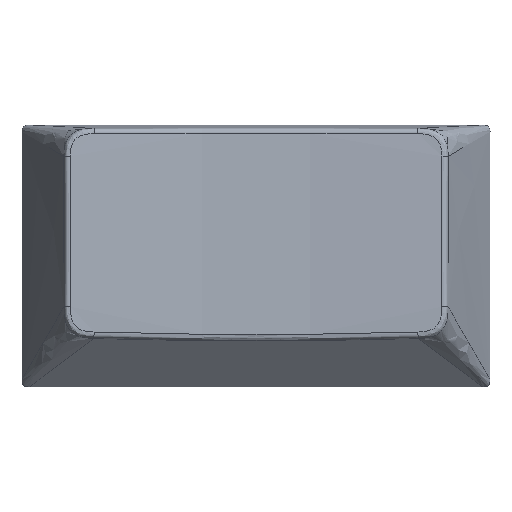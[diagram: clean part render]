
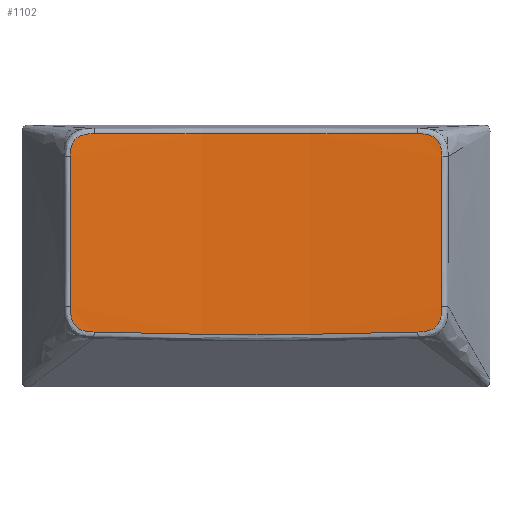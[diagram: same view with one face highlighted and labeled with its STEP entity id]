
A CAD part, top view. The second image highlights one B-rep face of the part: STEP entity #1102.
In plain terms, the highlighted cylindrical face has radius 157.926 mm (diameter 315.852 mm), a partial arc.
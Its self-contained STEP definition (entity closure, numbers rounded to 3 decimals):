
#14=CIRCLE('',#1176,157.289);
#21=CYLINDRICAL_SURFACE('',#1175,157.926);
#70=FACE_OUTER_BOUND('',#136,.T.);
#136=EDGE_LOOP('',(#787,#788,#789,#790,#791,#792,#793,#794));
#211=B_SPLINE_CURVE_WITH_KNOTS('',3,(#2129,#2130,#2131,#2132,#2133),
 .UNSPECIFIED.,.F.,.F.,(4,1,4),(-0.143,11.105,22.352),
 .UNSPECIFIED.);
#212=B_SPLINE_CURVE_WITH_KNOTS('',3,(#2135,#2136,#2137,#2138,#2139,#2140,
#2141,#2142,#2143,#2144,#2145),.UNSPECIFIED.,.F.,.F.,(4,1,1,1,1,1,1,1,4),
(0.179,0.603,0.98,1.312,1.615,1.913,
2.233,2.593,2.998),.UNSPECIFIED.);
#213=B_SPLINE_CURVE_WITH_KNOTS('',3,(#2147,#2148,#2149,#2150),
 .UNSPECIFIED.,.F.,.F.,(4,4),(-0.092,10.347),.UNSPECIFIED.);
#214=B_SPLINE_CURVE_WITH_KNOTS('',3,(#2152,#2153,#2154,#2155,#2156,#2157,
#2158,#2159,#2160,#2161,#2162),.UNSPECIFIED.,.F.,.F.,(4,1,1,1,1,1,1,1,4),
(0.202,0.607,0.971,1.3,1.603,1.896,
2.195,2.518,2.875),.UNSPECIFIED.);
#215=B_SPLINE_CURVE_WITH_KNOTS('',3,(#2166,#2167,#2168,#2169,#2170,#2171,
#2172,#2173,#2174,#2175,#2176),.UNSPECIFIED.,.F.,.F.,(4,1,1,1,1,1,1,1,4),
(0.092,0.449,0.772,1.071,1.364,1.667,
1.996,2.36,2.765),.UNSPECIFIED.);
#216=B_SPLINE_CURVE_WITH_KNOTS('',3,(#2178,#2179,#2180,#2181),
 .UNSPECIFIED.,.F.,.F.,(4,4),(-0.179,10.26),.UNSPECIFIED.);
#217=B_SPLINE_CURVE_WITH_KNOTS('',3,(#2182,#2183,#2184,#2185,#2186,#2187,
#2188,#2189,#2190,#2191,#2192),.UNSPECIFIED.,.F.,.F.,(4,1,1,1,1,1,1,1,4),
(0.143,0.548,0.908,1.228,1.526,1.829,
2.161,2.537,2.962),.UNSPECIFIED.);
#489=VERTEX_POINT('',#2127);
#490=VERTEX_POINT('',#2128);
#491=VERTEX_POINT('',#2134);
#492=VERTEX_POINT('',#2146);
#493=VERTEX_POINT('',#2151);
#494=VERTEX_POINT('',#2163);
#495=VERTEX_POINT('',#2165);
#496=VERTEX_POINT('',#2177);
#603=EDGE_CURVE('',#489,#490,#211,.F.);
#604=EDGE_CURVE('',#490,#491,#212,.F.);
#605=EDGE_CURVE('',#491,#492,#213,.F.);
#606=EDGE_CURVE('',#492,#493,#214,.F.);
#607=EDGE_CURVE('',#493,#494,#14,.F.);
#608=EDGE_CURVE('',#494,#495,#215,.F.);
#609=EDGE_CURVE('',#495,#496,#216,.F.);
#610=EDGE_CURVE('',#496,#489,#217,.F.);
#787=ORIENTED_EDGE('',*,*,#603,.T.);
#788=ORIENTED_EDGE('',*,*,#604,.T.);
#789=ORIENTED_EDGE('',*,*,#605,.T.);
#790=ORIENTED_EDGE('',*,*,#606,.T.);
#791=ORIENTED_EDGE('',*,*,#607,.T.);
#792=ORIENTED_EDGE('',*,*,#608,.T.);
#793=ORIENTED_EDGE('',*,*,#609,.T.);
#794=ORIENTED_EDGE('',*,*,#610,.T.);
#1102=ADVANCED_FACE('',(#70),#21,.F.);
#1175=AXIS2_PLACEMENT_3D('',#2126,#1273,#1274);
#1176=AXIS2_PLACEMENT_3D('',#2164,#1275,#1276);
#1273=DIRECTION('center_axis',(0.,-0.998,
0.055));
#1274=DIRECTION('ref_axis',(-0.496,0.048,0.867));
#1275=DIRECTION('center_axis',(0.,-0.999,
-0.035));
#1276=DIRECTION('ref_axis',(0.071,0.035,-0.997));
#2126=CARTESIAN_POINT('Origin',(0.,-97.705,115.589));
#2127=CARTESIAN_POINT('',(-11.204,-6.863,-47.177));
#2128=CARTESIAN_POINT('',(11.204,-6.863,-47.177));
#2129=CARTESIAN_POINT('Ctrl Pts',(11.204,-6.863,-47.177));
#2130=CARTESIAN_POINT('Ctrl Pts',(7.476,-6.977,-47.436));
#2131=CARTESIAN_POINT('Ctrl Pts',(0.,-7.092,
-47.696));
#2132=CARTESIAN_POINT('Ctrl Pts',(-7.476,-6.977,-47.436));
#2133=CARTESIAN_POINT('Ctrl Pts',(-11.204,-6.863,-47.177));
#2134=CARTESIAN_POINT('',(12.841,-5.109,-47.148));
#2135=CARTESIAN_POINT('Ctrl Pts',(12.841,-5.109,-47.148));
#2136=CARTESIAN_POINT('Ctrl Pts',(12.841,-5.25,-47.14));
#2137=CARTESIAN_POINT('Ctrl Pts',(12.837,-5.517,-47.126));
#2138=CARTESIAN_POINT('Ctrl Pts',(12.785,-5.891,-47.11));
#2139=CARTESIAN_POINT('Ctrl Pts',(12.671,-6.21,-47.101));
#2140=CARTESIAN_POINT('Ctrl Pts',(12.492,-6.467,-47.102));
#2141=CARTESIAN_POINT('Ctrl Pts',(12.249,-6.659,-47.11));
#2142=CARTESIAN_POINT('Ctrl Pts',(11.947,-6.784,-47.127));
#2143=CARTESIAN_POINT('Ctrl Pts',(11.592,-6.847,-47.15));
#2144=CARTESIAN_POINT('Ctrl Pts',(11.338,-6.858,-47.167));
#2145=CARTESIAN_POINT('Ctrl Pts',(11.204,-6.863,-47.177));
#2146=CARTESIAN_POINT('',(12.845,5.314,-47.721));
#2147=CARTESIAN_POINT('Ctrl Pts',(12.845,5.314,-47.721));
#2148=CARTESIAN_POINT('Ctrl Pts',(12.844,1.84,-47.53));
#2149=CARTESIAN_POINT('Ctrl Pts',(12.842,-1.635,-47.339));
#2150=CARTESIAN_POINT('Ctrl Pts',(12.841,-5.109,-47.148));
#2151=CARTESIAN_POINT('',(11.181,6.863,-47.934));
#2152=CARTESIAN_POINT('Ctrl Pts',(11.181,6.863,-47.934));
#2153=CARTESIAN_POINT('Ctrl Pts',(11.315,6.862,-47.924));
#2154=CARTESIAN_POINT('Ctrl Pts',(11.571,6.858,-47.905));
#2155=CARTESIAN_POINT('Ctrl Pts',(11.931,6.802,-47.875));
#2156=CARTESIAN_POINT('Ctrl Pts',(12.241,6.683,-47.845));
#2157=CARTESIAN_POINT('Ctrl Pts',(12.491,6.502,-47.815));
#2158=CARTESIAN_POINT('Ctrl Pts',(12.675,6.266,-47.788));
#2159=CARTESIAN_POINT('Ctrl Pts',(12.791,5.983,-47.763));
#2160=CARTESIAN_POINT('Ctrl Pts',(12.843,5.66,-47.741));
#2161=CARTESIAN_POINT('Ctrl Pts',(12.845,5.433,-47.728));
#2162=CARTESIAN_POINT('Ctrl Pts',(12.845,5.314,-47.721));
#2163=CARTESIAN_POINT('',(-11.181,6.863,-47.934));
#2164=CARTESIAN_POINT('Origin',(0.,1.374,108.861));
#2165=CARTESIAN_POINT('',(-12.845,5.314,-47.721));
#2166=CARTESIAN_POINT('Ctrl Pts',(-12.845,5.314,-47.721));
#2167=CARTESIAN_POINT('Ctrl Pts',(-12.845,5.433,-47.728));
#2168=CARTESIAN_POINT('Ctrl Pts',(-12.843,5.66,-47.741));
#2169=CARTESIAN_POINT('Ctrl Pts',(-12.791,5.983,-47.763));
#2170=CARTESIAN_POINT('Ctrl Pts',(-12.675,6.266,-47.788));
#2171=CARTESIAN_POINT('Ctrl Pts',(-12.491,6.502,-47.815));
#2172=CARTESIAN_POINT('Ctrl Pts',(-12.241,6.683,-47.845));
#2173=CARTESIAN_POINT('Ctrl Pts',(-11.931,6.802,-47.875));
#2174=CARTESIAN_POINT('Ctrl Pts',(-11.571,6.858,-47.905));
#2175=CARTESIAN_POINT('Ctrl Pts',(-11.315,6.862,-47.924));
#2176=CARTESIAN_POINT('Ctrl Pts',(-11.181,6.863,-47.934));
#2177=CARTESIAN_POINT('',(-12.841,-5.109,-47.148));
#2178=CARTESIAN_POINT('Ctrl Pts',(-12.841,-5.109,-47.148));
#2179=CARTESIAN_POINT('Ctrl Pts',(-12.842,-1.635,-47.339));
#2180=CARTESIAN_POINT('Ctrl Pts',(-12.844,1.84,-47.53));
#2181=CARTESIAN_POINT('Ctrl Pts',(-12.845,5.314,-47.721));
#2182=CARTESIAN_POINT('Ctrl Pts',(-11.204,-6.863,-47.177));
#2183=CARTESIAN_POINT('Ctrl Pts',(-11.338,-6.858,-47.167));
#2184=CARTESIAN_POINT('Ctrl Pts',(-11.592,-6.847,-47.15));
#2185=CARTESIAN_POINT('Ctrl Pts',(-11.947,-6.784,-47.127));
#2186=CARTESIAN_POINT('Ctrl Pts',(-12.249,-6.659,-47.11));
#2187=CARTESIAN_POINT('Ctrl Pts',(-12.492,-6.467,-47.102));
#2188=CARTESIAN_POINT('Ctrl Pts',(-12.671,-6.21,-47.101));
#2189=CARTESIAN_POINT('Ctrl Pts',(-12.785,-5.891,-47.11));
#2190=CARTESIAN_POINT('Ctrl Pts',(-12.837,-5.517,-47.126));
#2191=CARTESIAN_POINT('Ctrl Pts',(-12.841,-5.25,-47.14));
#2192=CARTESIAN_POINT('Ctrl Pts',(-12.841,-5.109,-47.148));
